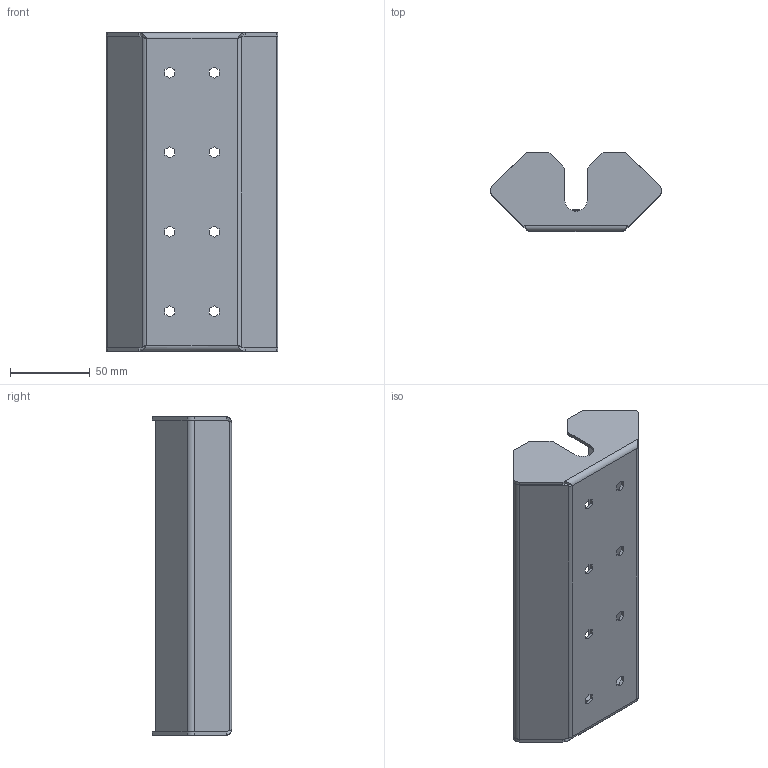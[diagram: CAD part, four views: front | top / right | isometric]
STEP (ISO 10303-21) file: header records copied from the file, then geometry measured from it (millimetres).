
FILE_DESCRIPTION (( 'STEP AP203' ), '1' );
FILE_NAME ('MA1.600.060620.11.00 Óãëîâîé ýëåìåíò öîêîëÿ 100 ìì.STEP', '2025-01-10T12:22:48', ( '' ), ( '' ), 'SwSTEP 2.0', 'SolidWorks 2021', '' );
FILE_SCHEMA (( 'CONFIG_CONTROL_DESIGN' ));
Length unit declared in the file: millimetre
Products named in the file (3): MA1.600.060620.11.01 Óãëîâîé ýëåìåíò öîêîëÿ 100 ìì_‚=200; MA1.600.060620.11.00 Óãëîâîé ýëåìåíò öîêîëÿ 100 ìì; Øïèëüêà Ì6õ12_˜¯¨«ìª  Œ6å12
Assembly tree (2 placements, depth 2):
  MA1.600.060620.11.00 Óãëîâîé ýëåìåíò öîêîëÿ 100 ìì
    MA1.600.060620.11.01 Óãëîâîé ýëåìåíò öîêîëÿ 100 ìì_‚=200
    Øïèëüêà Ì6õ12_˜¯¨«ìª  Œ6å12
Bounding box: 108.05 x 49.73 x 200 mm (x, y, z)
Volume: 87426 mm3; surface area: 90070.6 mm2
Topology: 2 solids, 2 shells, 140 faces, 350 edges, 217 vertices
Faces by surface type: plane 109, cylinder 22, bspline 8, cone 1
Full cylindrical faces by diameter (mm): 1 x2, 6 x1, 7.5 x1
Entity records: 4605 total; most frequent: CARTESIAN_POINT 1029, ORIENTED_EDGE 690, DIRECTION 620, EDGE_CURVE 345, VECTOR 288, LINE 288, VERTEX_POINT 217, AXIS2_PLACEMENT_3D 166
